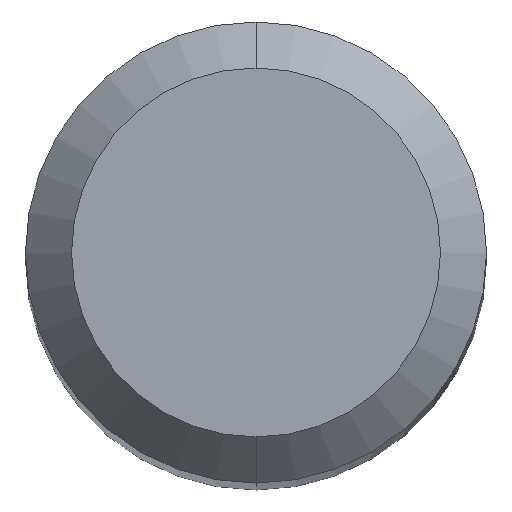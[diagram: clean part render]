
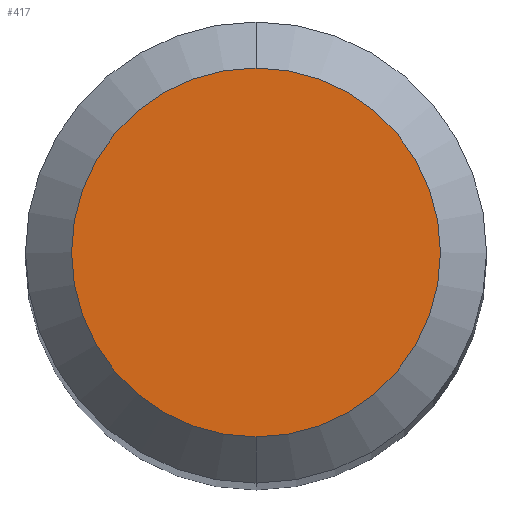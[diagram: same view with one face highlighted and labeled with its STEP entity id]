
A CAD part, top view. The second image highlights one B-rep face of the part: STEP entity #417.
In plain terms, the highlighted planar face has unit normal (0, 0, 1).
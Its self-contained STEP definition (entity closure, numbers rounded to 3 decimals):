
#211=EDGE_CURVE('',#265,#259,#523,.T.);
#259=VERTEX_POINT('',#577);
#263=EDGE_CURVE('',#259,#265,#581,.T.);
#265=VERTEX_POINT('',#583);
#417=ADVANCED_FACE('',(#748),#749,.T.);
#523=CIRCLE('',#888,1.2);
#577=CARTESIAN_POINT('',(0.0,1.2,0.0));
#581=CIRCLE('',#1022,1.2);
#583=CARTESIAN_POINT('',(0.,-1.2,0.0));
#748=FACE_OUTER_BOUND('',#1304,.T.);
#749=PLANE('',#1305);
#888=AXIS2_PLACEMENT_3D('',#1499,#1500,#1501);
#1022=AXIS2_PLACEMENT_3D('',#1567,#1568,#1569);
#1304=EDGE_LOOP('',(#1731,#1732));
#1305=AXIS2_PLACEMENT_3D('',#1733,#1734,#1735);
#1499=CARTESIAN_POINT('',(0.0,0.0,0.0));
#1500=DIRECTION('',(0.0,0.0,-1.0));
#1501=DIRECTION('',(0.0,1.0,0.0));
#1567=CARTESIAN_POINT('',(0.0,0.0,0.0));
#1568=DIRECTION('',(0.0,0.0,-1.0));
#1569=DIRECTION('',(0.0,1.0,0.0));
#1731=ORIENTED_EDGE('',*,*,#263,.F.);
#1732=ORIENTED_EDGE('',*,*,#211,.F.);
#1733=CARTESIAN_POINT('',(0.0,0.6,0.0));
#1734=DIRECTION('',(-0.0,0.0,1.0));
#1735=DIRECTION('',(0.0,-1.0,0.0));
